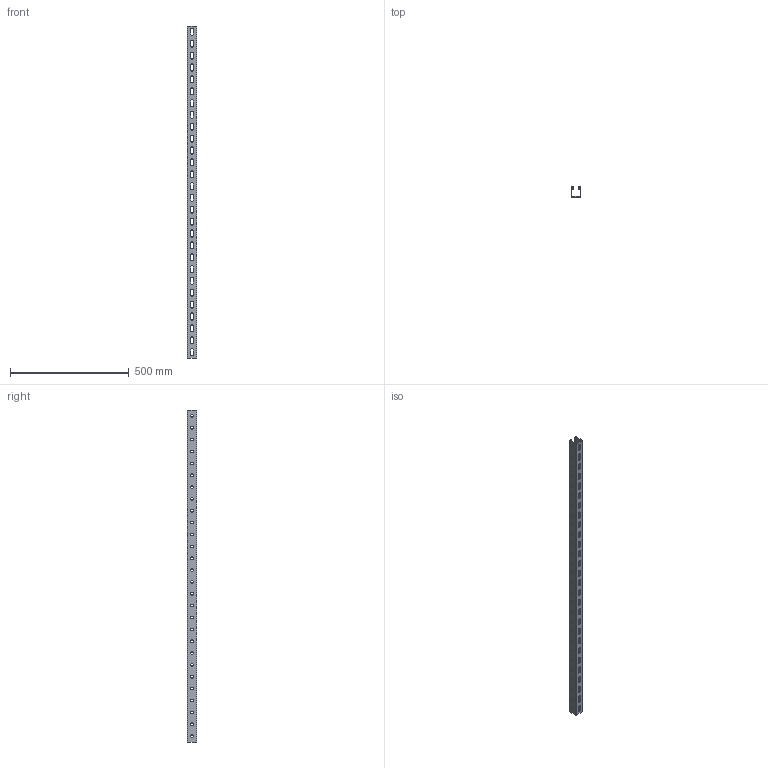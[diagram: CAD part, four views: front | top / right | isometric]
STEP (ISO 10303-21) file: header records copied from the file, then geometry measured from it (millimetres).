
FILE_DESCRIPTION (( 'STEP AP203' ), '1' );
FILE_NAME ('STRUT-镳铘桦黖h41-1400.step', '2022-01-24T13:45:16', ( '' ), ( '' ), 'SwSTEP 2.0', 'SolidWorks 2017', '' );
FILE_SCHEMA (( 'CONFIG_CONTROL_DESIGN' ));
Length unit declared in the file: millimetre
Products named in the file (1): STRUT-镳铘桦黖h41-1400
Bounding box: 41 x 41 x 1400 mm (x, y, z)
Volume: 355440.4 mm3; surface area: 375507.6 mm2
Topology: 1 solids, 1 shells, 1984 faces, 5922 edges, 3940 vertices
Faces by surface type: plane 1810, cylinder 174
Entity records: 65975 total; most frequent: CARTESIAN_POINT 11847, ORIENTED_EDGE 11844, DIRECTION 10240, EDGE_CURVE 5922, VECTOR 5574, LINE 5574, VERTEX_POINT 3940, AXIS2_PLACEMENT_3D 2333
